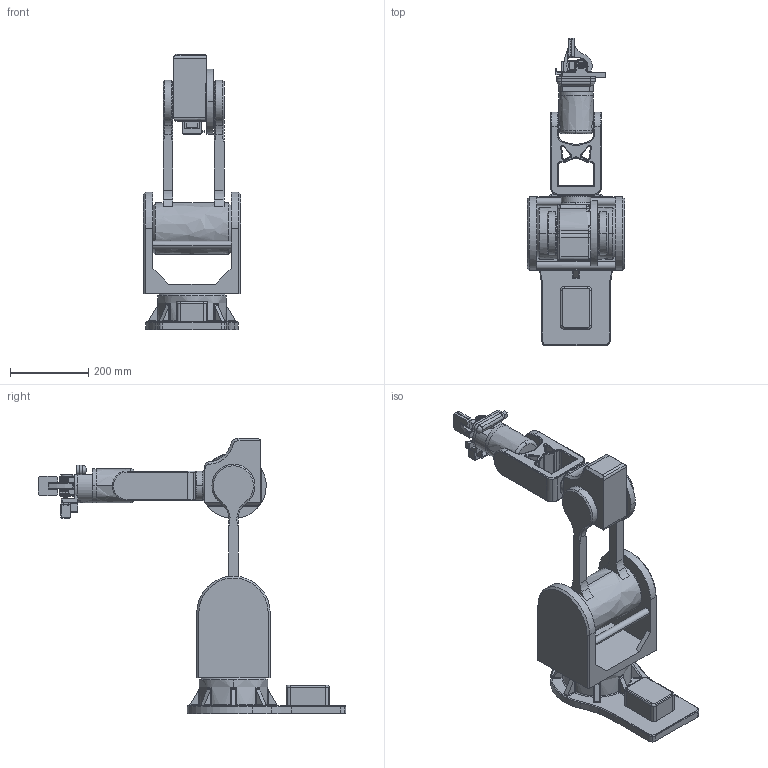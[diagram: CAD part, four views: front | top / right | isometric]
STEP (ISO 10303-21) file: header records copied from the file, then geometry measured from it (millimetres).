
FILE_DESCRIPTION(('FreeCAD Model'),'2;1');
FILE_NAME('Open CASCADE Shape Model','2025-05-03T01:44:37',('FreeCAD'),( 'FreeCAD'),'Open CASCADE STEP processor 7.6','FreeCAD','Unknown');
FILE_SCHEMA(('AUTOMOTIVE_DESIGN { 1 0 10303 214 1 1 1 1 }'));
Products named in the file (1): Open CASCADE STEP translator 7.6 1
Bounding box: 250.26 x 788.2 x 705.11 mm (x, y, z)
Volume: 15028139.5 mm3; surface area: 1205370.4 mm2
Topology: 22 solids, 22 shells, 1953 faces, 5219 edges, 3338 vertices
Faces by surface type: bspline 1953
Entity records: 61112 total; most frequent: CARTESIAN_POINT 32400, ORIENTED_EDGE 10374, EDGE_CURVE 5187, VERTEX_POINT 3335, B_SPLINE_CURVE_WITH_KNOTS 2890, FACE_BOUND 2083, EDGE_LOOP 2083, ADVANCED_FACE 1953
